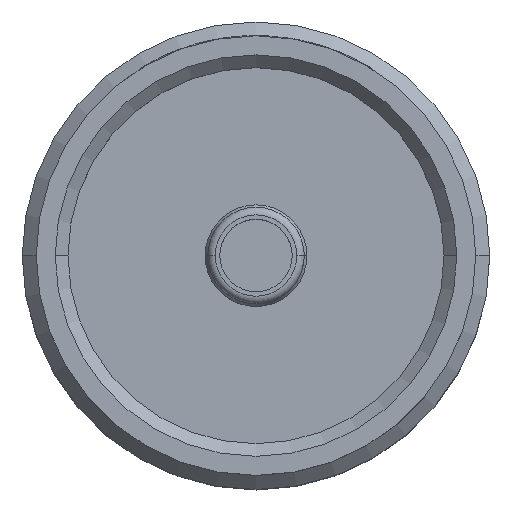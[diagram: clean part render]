
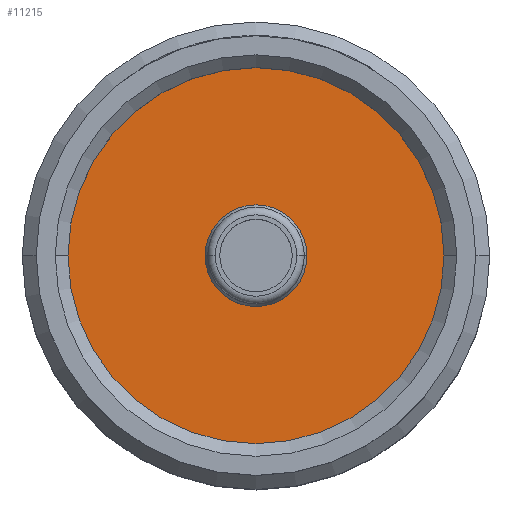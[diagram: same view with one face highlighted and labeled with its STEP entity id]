
A CAD part, top view. The second image highlights one B-rep face of the part: STEP entity #11215.
In plain terms, the highlighted planar face has unit normal (0, 0, 1).
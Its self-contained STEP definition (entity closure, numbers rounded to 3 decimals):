
#16 = CARTESIAN_POINT ( 'NONE',  ( 0., 0., -2.916 ) ) ;
#116 = AXIS2_PLACEMENT_3D ( 'NONE', #5262, #11669, #6186 ) ;
#417 = ORIENTED_EDGE ( 'NONE', *, *, #3161, .F. ) ;
#652 = ORIENTED_EDGE ( 'NONE', *, *, #5516, .F. ) ;
#835 = VERTEX_POINT ( 'NONE', #5530 ) ;
#926 = AXIS2_PLACEMENT_3D ( 'NONE', #16, #2889, #10504 ) ;
#1354 = VERTEX_POINT ( 'NONE', #7310 ) ;
#1416 = DIRECTION ( 'NONE',  ( 0., 0., -1. ) ) ;
#1845 = EDGE_CURVE ( 'NONE', #835, #1354, #7261, .T. ) ;
#2198 = CIRCLE ( 'NONE', #7026, 7.4 ) ;
#2503 = CARTESIAN_POINT ( 'NONE',  ( 0., 0., -2.916 ) ) ;
#2719 = AXIS2_PLACEMENT_3D ( 'NONE', #2503, #8966, #3437 ) ;
#2800 = ORIENTED_EDGE ( 'NONE', *, *, #10358, .F. ) ;
#2851 = CARTESIAN_POINT ( 'NONE',  ( 7.4, 0., -2.916 ) ) ;
#2889 = DIRECTION ( 'NONE',  ( 0., 0., 1. ) ) ;
#3161 = EDGE_CURVE ( 'NONE', #9053, #9227, #4666, .T. ) ;
#3437 = DIRECTION ( 'NONE',  ( -1., 0., 0. ) ) ;
#4487 = AXIS2_PLACEMENT_3D ( 'NONE', #11537, #1416, #7903 ) ;
#4666 = CIRCLE ( 'NONE', #2719, 7.4 ) ;
#5262 = CARTESIAN_POINT ( 'NONE',  ( 0., 0., -2.916 ) ) ;
#5485 = CARTESIAN_POINT ( 'NONE',  ( 0., 0., -2.916 ) ) ;
#5516 = EDGE_CURVE ( 'NONE', #1354, #835, #8141, .T. ) ;
#5530 = CARTESIAN_POINT ( 'NONE',  ( -2., 0., -2.916 ) ) ;
#6186 = DIRECTION ( 'NONE',  ( -1., 0., 0. ) ) ;
#6255 = FACE_BOUND ( 'NONE', #10033, .T. ) ;
#6400 = DIRECTION ( 'NONE',  ( -1., 0., 0. ) ) ;
#6937 = ORIENTED_EDGE ( 'NONE', *, *, #1845, .F. ) ;
#7026 = AXIS2_PLACEMENT_3D ( 'NONE', #5485, #11887, #6400 ) ;
#7261 = CIRCLE ( 'NONE', #926, 2. ) ;
#7310 = CARTESIAN_POINT ( 'NONE',  ( 2., 0., -2.916 ) ) ;
#7903 = DIRECTION ( 'NONE',  ( -1., 0., 0. ) ) ;
#8141 = CIRCLE ( 'NONE', #116, 2. ) ;
#8471 = EDGE_LOOP ( 'NONE', ( #2800, #417 ) ) ;
#8776 = PLANE ( 'NONE',  #4487 ) ;
#8966 = DIRECTION ( 'NONE',  ( 0., 0., -1. ) ) ;
#9053 = VERTEX_POINT ( 'NONE', #2851 ) ;
#9227 = VERTEX_POINT ( 'NONE', #10354 ) ;
#9828 = FACE_OUTER_BOUND ( 'NONE', #8471, .T. ) ;
#10033 = EDGE_LOOP ( 'NONE', ( #652, #6937 ) ) ;
#10354 = CARTESIAN_POINT ( 'NONE',  ( -7.4, 0., -2.916 ) ) ;
#10358 = EDGE_CURVE ( 'NONE', #9227, #9053, #2198, .T. ) ;
#10504 = DIRECTION ( 'NONE',  ( -1., 0., 0. ) ) ;
#11215 = ADVANCED_FACE ( 'NONE', ( #9828, #6255 ), #8776, .F. ) ;
#11537 = CARTESIAN_POINT ( 'NONE',  ( 0., 0., -2.916 ) ) ;
#11669 = DIRECTION ( 'NONE',  ( 0., 0., 1. ) ) ;
#11887 = DIRECTION ( 'NONE',  ( 0., 0., -1. ) ) ;
